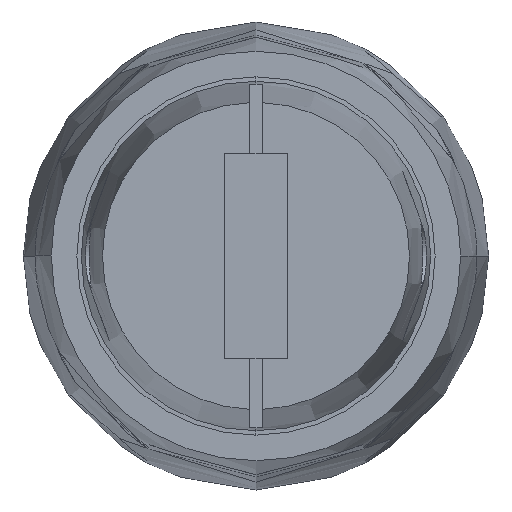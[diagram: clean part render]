
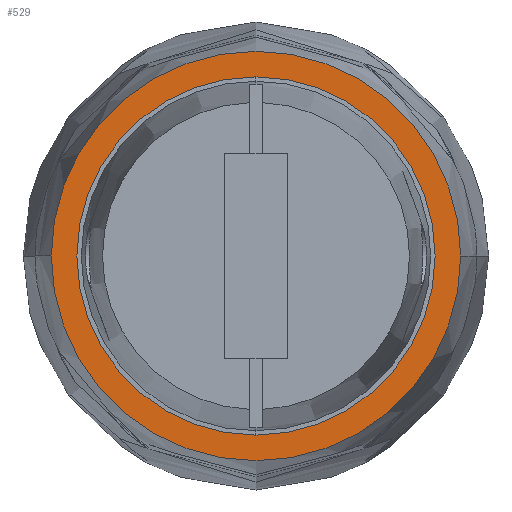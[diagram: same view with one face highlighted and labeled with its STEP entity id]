
A CAD part, left-side view. The second image highlights one B-rep face of the part: STEP entity #529.
In plain terms, the highlighted planar face has unit normal (-1, 0, 0).
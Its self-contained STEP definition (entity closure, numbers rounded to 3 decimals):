
#47 = CARTESIAN_POINT ( 'NONE',  ( -106., 0., -14. ) ) ;
#105 = EDGE_CURVE ( 'NONE', #1051, #407, #342, .T. ) ;
#134 = EDGE_CURVE ( 'NONE', #407, #1051, #413, .T. ) ;
#178 = CARTESIAN_POINT ( 'NONE',  ( -106., 0., 0. ) ) ;
#223 = AXIS2_PLACEMENT_3D ( 'NONE', #1248, #557, #1150 ) ;
#242 = DIRECTION ( 'NONE',  ( -1., 0., 0. ) ) ;
#342 = CIRCLE ( 'NONE', #223, 14. ) ;
#407 = VERTEX_POINT ( 'NONE', #47 ) ;
#413 = CIRCLE ( 'NONE', #989, 14. ) ;
#428 = PLANE ( 'NONE',  #546 ) ;
#446 = CARTESIAN_POINT ( 'NONE',  ( -106., -16., 0. ) ) ;
#521 = EDGE_CURVE ( 'NONE', #1170, #846, #807, .T. ) ;
#529 = ADVANCED_FACE ( 'NONE', ( #660, #1460 ), #428, .F. ) ;
#546 = AXIS2_PLACEMENT_3D ( 'NONE', #1345, #774, #1228 ) ;
#557 = DIRECTION ( 'NONE',  ( -1., 0., 0. ) ) ;
#633 = ORIENTED_EDGE ( 'NONE', *, *, #651, .T. ) ;
#651 = EDGE_CURVE ( 'NONE', #846, #1170, #1377, .T. ) ;
#654 = DIRECTION ( 'NONE',  ( 0., 0., 1. ) ) ;
#660 = FACE_BOUND ( 'NONE', #859, .T. ) ;
#684 = AXIS2_PLACEMENT_3D ( 'NONE', #178, #1096, #758 ) ;
#686 = DIRECTION ( 'NONE',  ( 0., 0., 1. ) ) ;
#729 = ORIENTED_EDGE ( 'NONE', *, *, #521, .T. ) ;
#736 = CARTESIAN_POINT ( 'NONE',  ( -106., 0., 14. ) ) ;
#758 = DIRECTION ( 'NONE',  ( 0., 0., 1. ) ) ;
#767 = DIRECTION ( 'NONE',  ( -1., 0., 0. ) ) ;
#774 = DIRECTION ( 'NONE',  ( 1., 0., 0. ) ) ;
#786 = CARTESIAN_POINT ( 'NONE',  ( -106., 0., 0. ) ) ;
#807 = CIRCLE ( 'NONE', #1195, 16. ) ;
#846 = VERTEX_POINT ( 'NONE', #446 ) ;
#859 = EDGE_LOOP ( 'NONE', ( #1063, #1085 ) ) ;
#989 = AXIS2_PLACEMENT_3D ( 'NONE', #786, #242, #686 ) ;
#997 = CARTESIAN_POINT ( 'NONE',  ( -106., 16., 0. ) ) ;
#1051 = VERTEX_POINT ( 'NONE', #736 ) ;
#1063 = ORIENTED_EDGE ( 'NONE', *, *, #105, .F. ) ;
#1085 = ORIENTED_EDGE ( 'NONE', *, *, #134, .F. ) ;
#1096 = DIRECTION ( 'NONE',  ( -1., 0., 0. ) ) ;
#1150 = DIRECTION ( 'NONE',  ( 0., 0., 1. ) ) ;
#1170 = VERTEX_POINT ( 'NONE', #997 ) ;
#1195 = AXIS2_PLACEMENT_3D ( 'NONE', #1336, #767, #654 ) ;
#1228 = DIRECTION ( 'NONE',  ( 0., 0., -1. ) ) ;
#1248 = CARTESIAN_POINT ( 'NONE',  ( -106., 0., 0. ) ) ;
#1309 = EDGE_LOOP ( 'NONE', ( #729, #633 ) ) ;
#1336 = CARTESIAN_POINT ( 'NONE',  ( -106., 0., 0. ) ) ;
#1345 = CARTESIAN_POINT ( 'NONE',  ( -106., 14., 0. ) ) ;
#1377 = CIRCLE ( 'NONE', #684, 16. ) ;
#1460 = FACE_OUTER_BOUND ( 'NONE', #1309, .T. ) ;
